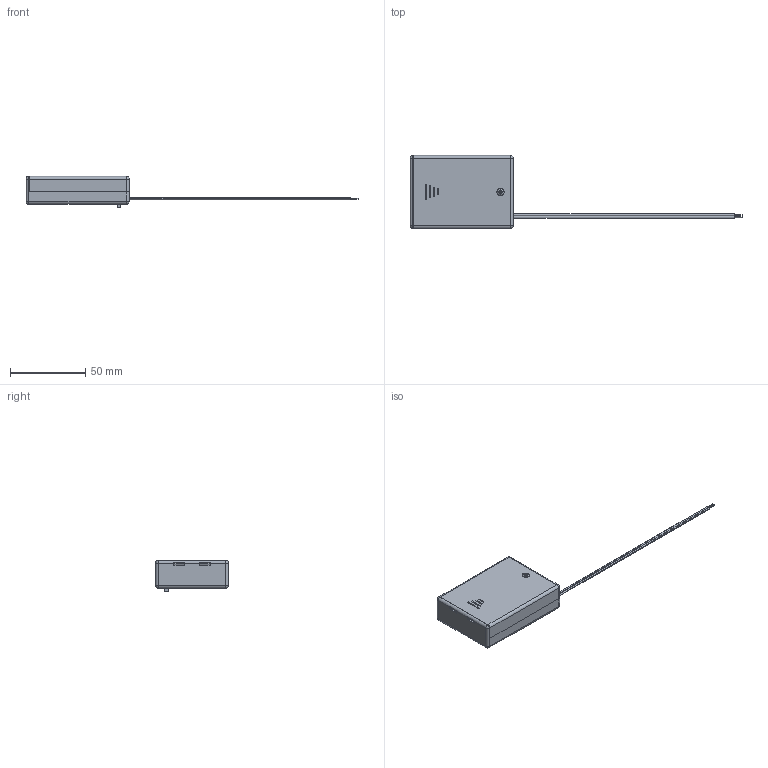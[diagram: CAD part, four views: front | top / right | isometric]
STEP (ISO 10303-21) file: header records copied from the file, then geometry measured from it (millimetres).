
FILE_DESCRIPTION (( 'STEP AP214' ), '1' );
FILE_NAME ('SBH-331AS.STEP', '2020-02-09T06:16:45', ( '' ), ( '' ), 'SwSTEP 2.0', 'SolidWorks 2017', '' );
FILE_SCHEMA (( 'AUTOMOTIVE_DESIGN' ));
Length unit declared in the file: millimetre
Products named in the file (1): SBH-331AS
Bounding box: 220.5 x 48.5 x 21.2 mm (x, y, z)
Volume: 20745.3 mm3; surface area: 29086.4 mm2
Topology: 13 solids, 13 shells, 482 faces, 1219 edges, 777 vertices
Faces by surface type: plane 290, cylinder 113, torus 34, cone 24, bspline 11, sphere 10
Entity records: 22093 total; most frequent: CARTESIAN_POINT 10410, ORIENTED_EDGE 2418, DIRECTION 2330, EDGE_CURVE 1209, VECTOR 810, LINE 810, VERTEX_POINT 777, AXIS2_PLACEMENT_3D 760
